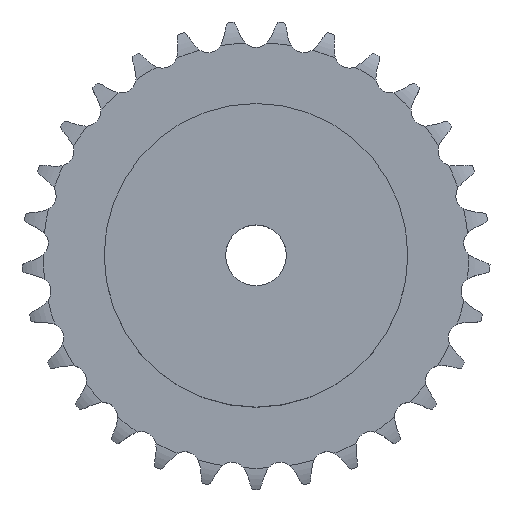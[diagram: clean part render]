
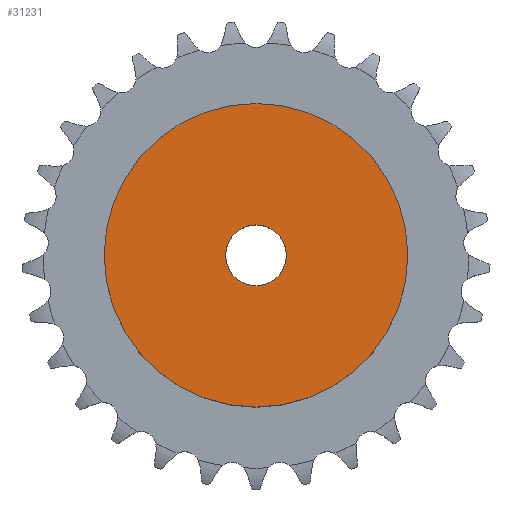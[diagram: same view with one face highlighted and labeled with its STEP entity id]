
A CAD part, top view. The second image highlights one B-rep face of the part: STEP entity #31231.
In plain terms, the highlighted planar face has unit normal (0, 0, 1).
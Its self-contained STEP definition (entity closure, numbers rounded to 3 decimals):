
#3801 = CYLINDRICAL_SURFACE('',#3802,40.);
#3802 = AXIS2_PLACEMENT_3D('',#3803,#3804,#3805);
#3803 = CARTESIAN_POINT('',(0.,0.,0.));
#3804 = DIRECTION('',(-0.,-0.,-1.));
#3805 = DIRECTION('',(1.,0.,0.));
#19636 = VERTEX_POINT('',#19637);
#19637 = CARTESIAN_POINT('',(40.,0.,30.));
#19658 = EDGE_CURVE('',#19636,#19636,#19659,.T.);
#19659 = SURFACE_CURVE('',#19660,(#19665,#19672),.PCURVE_S1.);
#19660 = CIRCLE('',#19661,40.);
#19661 = AXIS2_PLACEMENT_3D('',#19662,#19663,#19664);
#19662 = CARTESIAN_POINT('',(0.,0.,30.));
#19663 = DIRECTION('',(0.,0.,1.));
#19664 = DIRECTION('',(1.,0.,0.));
#19665 = PCURVE('',#3801,#19666);
#19666 = DEFINITIONAL_REPRESENTATION('',(#19667),#19671);
#19667 = LINE('',#19668,#19669);
#19668 = CARTESIAN_POINT('',(-0.,-30.));
#19669 = VECTOR('',#19670,1.);
#19670 = DIRECTION('',(-1.,0.));
#19671 = ( GEOMETRIC_REPRESENTATION_CONTEXT(2) 
PARAMETRIC_REPRESENTATION_CONTEXT() REPRESENTATION_CONTEXT('2D SPACE',''
  ) );
#19672 = PCURVE('',#19673,#19678);
#19673 = PLANE('',#19674);
#19674 = AXIS2_PLACEMENT_3D('',#19675,#19676,#19677);
#19675 = CARTESIAN_POINT('',(0.,0.,30.)
  );
#19676 = DIRECTION('',(0.,0.,1.));
#19677 = DIRECTION('',(1.,0.,0.));
#19678 = DEFINITIONAL_REPRESENTATION('',(#19679),#19683);
#19679 = CIRCLE('',#19680,40.);
#19680 = AXIS2_PLACEMENT_2D('',#19681,#19682);
#19681 = CARTESIAN_POINT('',(0.,0.));
#19682 = DIRECTION('',(1.,0.));
#19683 = ( GEOMETRIC_REPRESENTATION_CONTEXT(2) 
PARAMETRIC_REPRESENTATION_CONTEXT() REPRESENTATION_CONTEXT('2D SPACE',''
  ) );
#26488 = CYLINDRICAL_SURFACE('',#26489,8.);
#26489 = AXIS2_PLACEMENT_3D('',#26490,#26491,#26492);
#26490 = CARTESIAN_POINT('',(0.,0.,189.137));
#26491 = DIRECTION('',(0.,0.,1.));
#26492 = DIRECTION('',(1.,0.,0.));
#31231 = ADVANCED_FACE('',(#31232,#31235),#19673,.T.);
#31232 = FACE_BOUND('',#31233,.T.);
#31233 = EDGE_LOOP('',(#31234));
#31234 = ORIENTED_EDGE('',*,*,#19658,.T.);
#31235 = FACE_BOUND('',#31236,.T.);
#31236 = EDGE_LOOP('',(#31237));
#31237 = ORIENTED_EDGE('',*,*,#31238,.F.);
#31238 = EDGE_CURVE('',#31239,#31239,#31241,.T.);
#31239 = VERTEX_POINT('',#31240);
#31240 = CARTESIAN_POINT('',(8.,0.,30.));
#31241 = SURFACE_CURVE('',#31242,(#31247,#31254),.PCURVE_S1.);
#31242 = CIRCLE('',#31243,8.);
#31243 = AXIS2_PLACEMENT_3D('',#31244,#31245,#31246);
#31244 = CARTESIAN_POINT('',(0.,0.,30.));
#31245 = DIRECTION('',(0.,0.,1.));
#31246 = DIRECTION('',(1.,0.,0.));
#31247 = PCURVE('',#19673,#31248);
#31248 = DEFINITIONAL_REPRESENTATION('',(#31249),#31253);
#31249 = CIRCLE('',#31250,8.);
#31250 = AXIS2_PLACEMENT_2D('',#31251,#31252);
#31251 = CARTESIAN_POINT('',(0.,0.));
#31252 = DIRECTION('',(1.,0.));
#31253 = ( GEOMETRIC_REPRESENTATION_CONTEXT(2) 
PARAMETRIC_REPRESENTATION_CONTEXT() REPRESENTATION_CONTEXT('2D SPACE',''
  ) );
#31254 = PCURVE('',#26488,#31255);
#31255 = DEFINITIONAL_REPRESENTATION('',(#31256),#31260);
#31256 = LINE('',#31257,#31258);
#31257 = CARTESIAN_POINT('',(0.,-159.137));
#31258 = VECTOR('',#31259,1.);
#31259 = DIRECTION('',(1.,0.));
#31260 = ( GEOMETRIC_REPRESENTATION_CONTEXT(2) 
PARAMETRIC_REPRESENTATION_CONTEXT() REPRESENTATION_CONTEXT('2D SPACE',''
  ) );
